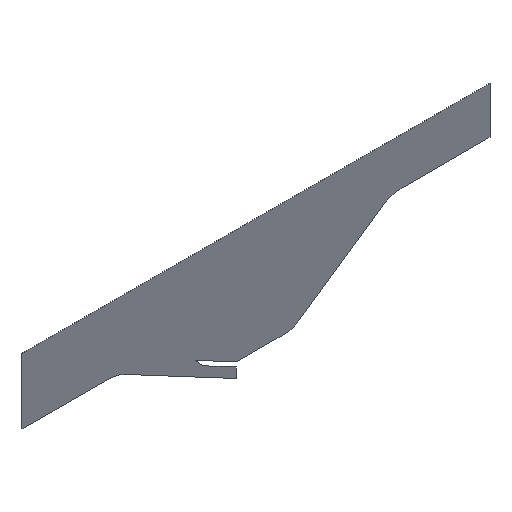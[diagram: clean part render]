
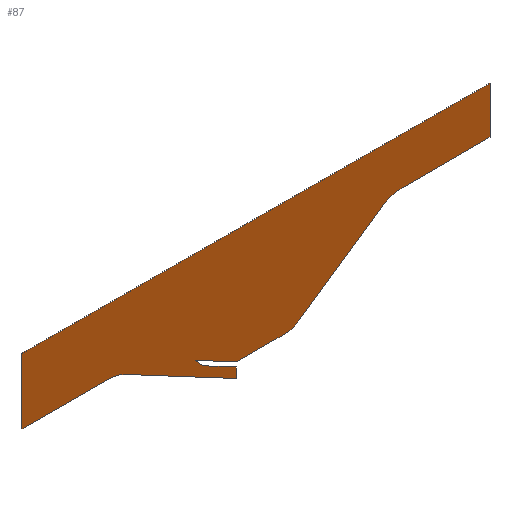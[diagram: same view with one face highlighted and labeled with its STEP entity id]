
A CAD part, isometric view. The second image highlights one B-rep face of the part: STEP entity #87.
In plain terms, the highlighted planar face has unit normal (0, 1, 0).
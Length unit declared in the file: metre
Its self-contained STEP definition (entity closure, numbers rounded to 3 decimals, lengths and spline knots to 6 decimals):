
#12=CIRCLE('',#102,0.100048);
#13=CIRCLE('',#103,0.07869);
#14=CIRCLE('',#104,0.127143);
#15=ORIENTED_EDGE('',*,*,#30,.T.);
#16=ORIENTED_EDGE('',*,*,#31,.T.);
#17=ORIENTED_EDGE('',*,*,#32,.T.);
#18=ORIENTED_EDGE('',*,*,#33,.T.);
#19=ORIENTED_EDGE('',*,*,#34,.T.);
#20=ORIENTED_EDGE('',*,*,#35,.T.);
#21=ORIENTED_EDGE('',*,*,#36,.T.);
#22=ORIENTED_EDGE('',*,*,#37,.T.);
#23=ORIENTED_EDGE('',*,*,#38,.T.);
#24=ORIENTED_EDGE('',*,*,#39,.T.);
#25=ORIENTED_EDGE('',*,*,#40,.T.);
#26=ORIENTED_EDGE('',*,*,#41,.T.);
#27=ORIENTED_EDGE('',*,*,#42,.T.);
#28=ORIENTED_EDGE('',*,*,#43,.T.);
#29=ORIENTED_EDGE('',*,*,#44,.T.);
#30=EDGE_CURVE('',#45,#46,#60,.F.);
#31=EDGE_CURVE('',#46,#47,#61,.F.);
#32=EDGE_CURVE('',#47,#48,#62,.F.);
#33=EDGE_CURVE('',#48,#49,#12,.T.);
#34=EDGE_CURVE('',#49,#50,#63,.F.);
#35=EDGE_CURVE('',#50,#51,#13,.F.);
#36=EDGE_CURVE('',#51,#52,#64,.F.);
#37=EDGE_CURVE('',#52,#53,#65,.F.);
#38=EDGE_CURVE('',#53,#54,#66,.F.);
#39=EDGE_CURVE('',#54,#55,#67,.F.);
#40=EDGE_CURVE('',#55,#56,#68,.F.);
#41=EDGE_CURVE('',#56,#57,#69,.F.);
#42=EDGE_CURVE('',#57,#58,#14,.T.);
#43=EDGE_CURVE('',#58,#59,#70,.F.);
#44=EDGE_CURVE('',#59,#45,#71,.F.);
#45=VERTEX_POINT('',#130);
#46=VERTEX_POINT('',#131);
#47=VERTEX_POINT('',#133);
#48=VERTEX_POINT('',#135);
#49=VERTEX_POINT('',#137);
#50=VERTEX_POINT('',#139);
#51=VERTEX_POINT('',#141);
#52=VERTEX_POINT('',#143);
#53=VERTEX_POINT('',#145);
#54=VERTEX_POINT('',#147);
#55=VERTEX_POINT('',#149);
#56=VERTEX_POINT('',#151);
#57=VERTEX_POINT('',#153);
#58=VERTEX_POINT('',#155);
#59=VERTEX_POINT('',#157);
#60=LINE('',#129,#72);
#61=LINE('',#132,#73);
#62=LINE('',#134,#74);
#63=LINE('',#138,#75);
#64=LINE('',#142,#76);
#65=LINE('',#144,#77);
#66=LINE('',#146,#78);
#67=LINE('',#148,#79);
#68=LINE('',#150,#80);
#69=LINE('',#152,#81);
#70=LINE('',#156,#82);
#71=LINE('',#158,#83);
#72=VECTOR('',#109,1.);
#73=VECTOR('',#110,1.);
#74=VECTOR('',#111,1.);
#75=VECTOR('',#114,1.);
#76=VECTOR('',#117,1.);
#77=VECTOR('',#118,1.);
#78=VECTOR('',#119,1.);
#79=VECTOR('',#120,1.);
#80=VECTOR('',#121,1.);
#81=VECTOR('',#122,1.);
#82=VECTOR('',#125,1.);
#83=VECTOR('',#126,1.);
#84=EDGE_LOOP('',(#15,#16,#17,#18,#19,#20,#21,#22,#23,#24,#25,#26,#27,#28,
#29));
#85=FACE_BOUND('',#84,.T.);
#86=PLANE('',#101);
#87=ADVANCED_FACE('',(#85),#86,.F.);
#101=AXIS2_PLACEMENT_3D('',#128,#107,#108);
#102=AXIS2_PLACEMENT_3D('',#136,#112,#113);
#103=AXIS2_PLACEMENT_3D('',#140,#115,#116);
#104=AXIS2_PLACEMENT_3D('',#154,#123,#124);
#107=DIRECTION('',(0.,-1.,0.));
#108=DIRECTION('',(0.,0.,-1.));
#109=DIRECTION('',(-1.,0.,0.));
#110=DIRECTION('',(0.,0.,1.));
#111=DIRECTION('',(1.,0.,0.));
#112=DIRECTION('',(0.,-1.,0.));
#113=DIRECTION('',(0.,0.,1.));
#114=DIRECTION('',(0.825,0.,0.565));
#115=DIRECTION('',(0.,-1.,0.));
#116=DIRECTION('',(0.,0.,-1.));
#117=DIRECTION('',(1.,0.,0.));
#118=DIRECTION('',(0.883,0.,-0.469));
#119=DIRECTION('',(-0.669,0.,0.743));
#120=DIRECTION('',(-0.883,0.,0.469));
#121=DIRECTION('',(0.,0.,1.));
#122=DIRECTION('',(0.883,0.,-0.469));
#123=DIRECTION('',(0.,-1.,0.));
#124=DIRECTION('',(0.469,0.,0.883));
#125=DIRECTION('',(1.,0.,0.));
#126=DIRECTION('',(0.,0.,-1.));
#128=CARTESIAN_POINT('',(1.23444,0.,-0.252448));
#129=CARTESIAN_POINT('',(0.762,0.,0.));
#130=CARTESIAN_POINT('',(0.,0.,0.));
#131=CARTESIAN_POINT('',(1.524,0.,0.));
#132=CARTESIAN_POINT('',(1.524,0.,-0.0762));
#133=CARTESIAN_POINT('',(1.524,0.,-0.1524));
#134=CARTESIAN_POINT('',(1.37922,0.,-0.1524));
#135=CARTESIAN_POINT('',(1.23444,0.,-0.1524));
#136=CARTESIAN_POINT('',(1.23444,0.,-0.252448));
#137=CARTESIAN_POINT('',(1.177925,0.,-0.169891));
#138=CARTESIAN_POINT('',(1.040127,0.,-0.264221));
#139=CARTESIAN_POINT('',(0.90124,0.,-0.359297));
#140=CARTESIAN_POINT('',(0.85679,0.,-0.294364));
#141=CARTESIAN_POINT('',(0.85679,0.,-0.373054));
#142=CARTESIAN_POINT('',(0.777415,0.,-0.373054));
#143=CARTESIAN_POINT('',(0.69804,0.,-0.373054));
#144=CARTESIAN_POINT('',(0.448923,0.,-0.240596));
#145=CARTESIAN_POINT('',(0.563479,0.,-0.301506));
#146=CARTESIAN_POINT('',(0.575902,0.,-0.315303));
#147=CARTESIAN_POINT('',(0.588325,0.,-0.329101));
#148=CARTESIAN_POINT('',(0.643182,0.,-0.358269));
#149=CARTESIAN_POINT('',(0.69804,0.,-0.387437));
#150=CARTESIAN_POINT('',(0.69804,0.,-0.40369));
#151=CARTESIAN_POINT('',(0.69804,0.,-0.419942));
#152=CARTESIAN_POINT('',(0.367902,0.,-0.244405));
#153=CARTESIAN_POINT('',(0.33655,0.,-0.227734));
#154=CARTESIAN_POINT('',(0.27686,0.,-0.339995));
#155=CARTESIAN_POINT('',(0.27686,0.,-0.212852));
#156=CARTESIAN_POINT('',(0.13843,0.,-0.212852));
#157=CARTESIAN_POINT('',(0.,0.,-0.212852));
#158=CARTESIAN_POINT('',(0.,0.,-0.106426));
